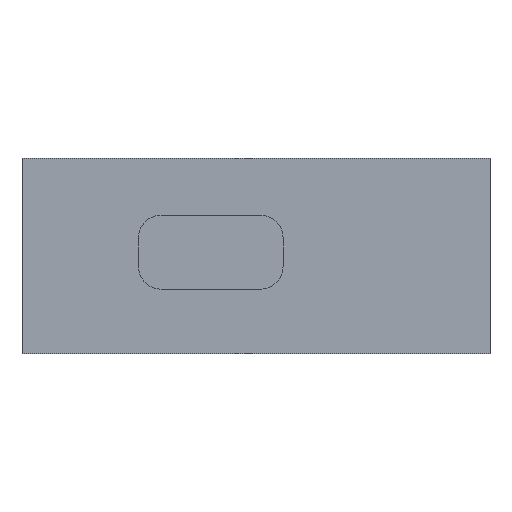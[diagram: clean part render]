
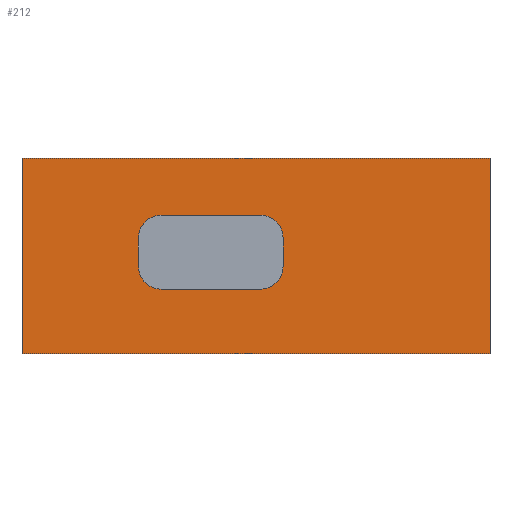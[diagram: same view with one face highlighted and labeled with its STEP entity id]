
A CAD part, front view. The second image highlights one B-rep face of the part: STEP entity #212.
In plain terms, the highlighted planar face has unit normal (0, -1, 0).
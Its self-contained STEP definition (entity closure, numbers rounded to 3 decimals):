
#14=FACE_BOUND('',#420,.T.);
#30=TRIMMED_CURVE($,#94,(#2588),(#2589),.T.,.CARTESIAN.);
#32=TRIMMED_CURVE($,#96,(#2594),(#2595),.T.,.CARTESIAN.);
#34=TRIMMED_CURVE($,#98,(#2600),(#2601),.T.,.CARTESIAN.);
#36=TRIMMED_CURVE($,#100,(#2606),(#2607),.T.,.CARTESIAN.);
#94=CIRCLE('',#1922,8.);
#96=CIRCLE('',#1924,8.);
#98=CIRCLE('',#1926,8.);
#100=CIRCLE('',#1928,8.);
#212=ADVANCED_FACE('',(#314,#14),#1716,.T.);
#314=FACE_OUTER_BOUND('',#419,.T.);
#419=EDGE_LOOP('',(#649,#650,#651,#652));
#420=EDGE_LOOP('',(#653,#654,#655,#656,#657,#658,#659,#660));
#649=ORIENTED_EDGE('',*,*,#1133,.T.);
#650=ORIENTED_EDGE('',*,*,#1136,.T.);
#651=ORIENTED_EDGE('',*,*,#1135,.F.);
#652=ORIENTED_EDGE('',*,*,#1131,.F.);
#653=ORIENTED_EDGE('',*,*,#1109,.T.);
#654=ORIENTED_EDGE('',*,*,#1118,.T.);
#655=ORIENTED_EDGE('',*,*,#1106,.T.);
#656=ORIENTED_EDGE('',*,*,#1120,.T.);
#657=ORIENTED_EDGE('',*,*,#1115,.T.);
#658=ORIENTED_EDGE('',*,*,#1124,.T.);
#659=ORIENTED_EDGE('',*,*,#1112,.T.);
#660=ORIENTED_EDGE('',*,*,#1122,.T.);
#1106=EDGE_CURVE('',#1574,#1575,#1364,.T.);
#1109=EDGE_CURVE('',#1576,#1577,#1367,.T.);
#1112=EDGE_CURVE('',#1578,#1579,#1370,.T.);
#1115=EDGE_CURVE('',#1580,#1581,#1373,.T.);
#1118=EDGE_CURVE('',#1577,#1574,#30,.T.);
#1120=EDGE_CURVE('',#1575,#1580,#32,.T.);
#1122=EDGE_CURVE('',#1579,#1576,#34,.T.);
#1124=EDGE_CURVE('',#1581,#1578,#36,.T.);
#1131=EDGE_CURVE('',#1593,#1594,#1381,.T.);
#1133=EDGE_CURVE('',#1593,#1596,#1383,.T.);
#1135=EDGE_CURVE('',#1594,#1597,#1385,.T.);
#1136=EDGE_CURVE('',#1596,#1597,#1386,.T.);
#1364=B_SPLINE_CURVE_WITH_KNOTS('',1,(#2563,#2564),.UNSPECIFIED.,.F.,.F.,
(2,2),(78.043,86.957),.UNSPECIFIED.);
#1367=B_SPLINE_CURVE_WITH_KNOTS('',1,(#2569,#2570),.UNSPECIFIED.,.F.,.F.,
(2,2),(50.766,67.234),.UNSPECIFIED.);
#1370=B_SPLINE_CURVE_WITH_KNOTS('',1,(#2575,#2576),.UNSPECIFIED.,.F.,.F.,
(2,2),(31.043,39.957),.UNSPECIFIED.);
#1373=B_SPLINE_CURVE_WITH_KNOTS('',1,(#2581,#2582),.UNSPECIFIED.,.F.,.F.,
(2,2),(-575.932,-540.953),.UNSPECIFIED.);
#1381=B_SPLINE_CURVE_WITH_KNOTS('',1,(#2621,#2622),.UNSPECIFIED.,.F.,.F.,
(2,2),(-34.501,34.501),.UNSPECIFIED.);
#1383=B_SPLINE_CURVE_WITH_KNOTS('',1,(#2625,#2626),.UNSPECIFIED.,.F.,.F.,
(2,2),(-82.502,82.502),.UNSPECIFIED.);
#1385=B_SPLINE_CURVE_WITH_KNOTS('',1,(#2629,#2630),.UNSPECIFIED.,.F.,.F.,
(2,2),(-82.502,82.502),.UNSPECIFIED.);
#1386=B_SPLINE_CURVE_WITH_KNOTS('',1,(#2631,#2632),.UNSPECIFIED.,.F.,.F.,
(2,2),(-34.501,34.501),.UNSPECIFIED.);
#1574=VERTEX_POINT('',#2420);
#1575=VERTEX_POINT('',#2421);
#1576=VERTEX_POINT('',#2422);
#1577=VERTEX_POINT('',#2423);
#1578=VERTEX_POINT('',#2424);
#1579=VERTEX_POINT('',#2425);
#1580=VERTEX_POINT('',#2426);
#1581=VERTEX_POINT('',#2427);
#1593=VERTEX_POINT('',#2439);
#1594=VERTEX_POINT('',#2440);
#1596=VERTEX_POINT('',#2442);
#1597=VERTEX_POINT('',#2443);
#1716=PLANE('',#1878);
#1878=AXIS2_PLACEMENT_3D('',#2344,#2047,$);
#1922=AXIS2_PLACEMENT_3D($,#2587,#2103,#2104);
#1924=AXIS2_PLACEMENT_3D($,#2593,#2107,#2108);
#1926=AXIS2_PLACEMENT_3D($,#2599,#2111,#2112);
#1928=AXIS2_PLACEMENT_3D($,#2605,#2115,#2116);
#2047=DIRECTION('',(0.,-1.,0.));
#2103=DIRECTION('',(0.,1.,0.));
#2104=DIRECTION('',(0.,0.,-1.));
#2107=DIRECTION('',(0.,1.,0.));
#2108=DIRECTION('',(-1.,0.,0.));
#2111=DIRECTION('',(0.,1.,0.));
#2112=DIRECTION('',(1.,0.,0.));
#2115=DIRECTION('',(0.,1.,0.));
#2116=DIRECTION('',(0.,0.,1.));
#2344=CARTESIAN_POINT('',(681.882,562.167,11.887));
#2420=CARTESIAN_POINT('',(557.953,562.167,-26.317));
#2421=CARTESIAN_POINT('',(557.953,562.167,-16.191));
#2422=CARTESIAN_POINT('',(600.932,562.167,-34.317));
#2423=CARTESIAN_POINT('',(565.953,562.167,-34.317));
#2424=CARTESIAN_POINT('',(608.932,562.167,-16.191));
#2425=CARTESIAN_POINT('',(608.932,562.167,-26.317));
#2426=CARTESIAN_POINT('',(565.953,562.167,-8.191));
#2427=CARTESIAN_POINT('',(600.932,562.167,-8.191));
#2439=CARTESIAN_POINT('',(681.882,562.167,11.887));
#2440=CARTESIAN_POINT('',(681.882,562.167,-57.115));
#2442=CARTESIAN_POINT('',(516.879,562.167,11.887));
#2443=CARTESIAN_POINT('',(516.879,562.167,-57.115));
#2563=CARTESIAN_POINT('',(557.953,562.167,-26.317));
#2564=CARTESIAN_POINT('',(557.953,562.167,-16.191));
#2569=CARTESIAN_POINT('',(600.932,562.167,-34.317));
#2570=CARTESIAN_POINT('',(565.953,562.167,-34.317));
#2575=CARTESIAN_POINT('',(608.932,562.167,-16.191));
#2576=CARTESIAN_POINT('',(608.932,562.167,-26.317));
#2581=CARTESIAN_POINT('',(565.953,562.167,-8.191));
#2582=CARTESIAN_POINT('',(600.932,562.167,-8.191));
#2587=CARTESIAN_POINT('',(565.953,562.167,-26.317));
#2588=CARTESIAN_POINT('',(565.953,562.167,-34.317));
#2589=CARTESIAN_POINT('',(557.953,562.167,-26.317));
#2593=CARTESIAN_POINT('',(565.953,562.167,-16.191));
#2594=CARTESIAN_POINT('',(557.953,562.167,-16.191));
#2595=CARTESIAN_POINT('',(565.953,562.167,-8.191));
#2599=CARTESIAN_POINT('',(600.932,562.167,-26.317));
#2600=CARTESIAN_POINT('',(608.932,562.167,-26.317));
#2601=CARTESIAN_POINT('',(600.932,562.167,-34.317));
#2605=CARTESIAN_POINT('',(600.932,562.167,-16.191));
#2606=CARTESIAN_POINT('',(600.932,562.167,-8.191));
#2607=CARTESIAN_POINT('',(608.932,562.167,-16.191));
#2621=CARTESIAN_POINT('',(681.882,562.167,11.887));
#2622=CARTESIAN_POINT('',(681.882,562.167,-57.115));
#2625=CARTESIAN_POINT('',(681.882,562.167,11.887));
#2626=CARTESIAN_POINT('',(516.879,562.167,11.887));
#2629=CARTESIAN_POINT('',(681.882,562.167,-57.115));
#2630=CARTESIAN_POINT('',(516.879,562.167,-57.115));
#2631=CARTESIAN_POINT('',(516.879,562.167,11.887));
#2632=CARTESIAN_POINT('',(516.879,562.167,-57.115));
